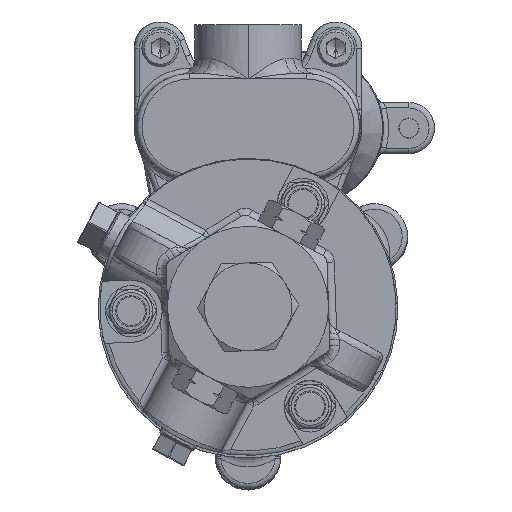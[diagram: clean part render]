
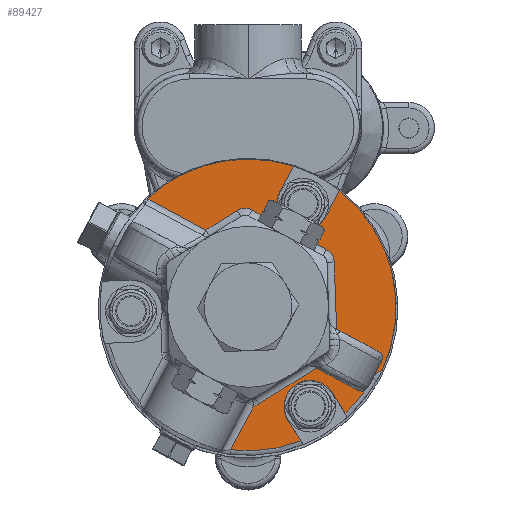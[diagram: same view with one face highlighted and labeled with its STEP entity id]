
A CAD part, top view. The second image highlights one B-rep face of the part: STEP entity #89427.
In plain terms, the highlighted planar face has unit normal (0, 0, 1).
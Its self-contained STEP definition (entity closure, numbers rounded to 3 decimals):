
#2413=CARTESIAN_POINT('',(-43.431,46.887,664.718));
#2473=DIRECTION('',(-0.469,-0.883,0.));
#2474=VECTOR('',#2473,12.499);
#2475=CARTESIAN_POINT('',(19.737,61.196,664.718));
#2476=LINE('',#2475,#2474);
#2477=CARTESIAN_POINT('',(23.849,44.854,664.718));
#2478=DIRECTION('',(0.,0.,1.));
#2479=DIRECTION('',(-0.883,0.469,0.));
#2480=AXIS2_PLACEMENT_3D('',#2477,#2478,#2479);
#2482=DIRECTION('',(0.469,0.883,0.));
#2483=VECTOR('',#2482,12.499);
#2484=CARTESIAN_POINT('',(33.829,39.547,664.718));
#2485=LINE('',#2484,#2483);
#2486=CARTESIAN_POINT('',(0.,0.,
664.718));
#2487=DIRECTION('',(0.,0.,1.));
#2488=DIRECTION('',(0.905,-0.426,0.));
#2489=AXIS2_PLACEMENT_3D('',#2486,#2487,#2488);
#2491=CARTESIAN_POINT('',(57.328,-25.983,664.718));
#2492=DIRECTION('',(0.,0.,1.));
#2493=DIRECTION('',(0.396,-0.918,0.));
#2494=AXIS2_PLACEMENT_3D('',#2491,#2492,#2493);
#2496=CARTESIAN_POINT('',(61.153,-34.845,664.718));
#2497=DIRECTION('',(0.,0.,-1.));
#2498=DIRECTION('',(-0.869,0.495,0.));
#2499=AXIS2_PLACEMENT_3D('',#2496,#2497,#2498);
#2501=CARTESIAN_POINT('',(0.,0.,
664.718));
#2502=DIRECTION('',(0.,0.,1.));
#2503=DIRECTION('',(0.675,-0.738,0.));
#2504=AXIS2_PLACEMENT_3D('',#2501,#2502,#2503);
#2506=DIRECTION('',(-0.53,0.848,0.));
#2507=VECTOR('',#2506,10.55);
#2508=CARTESIAN_POINT('',(42.096,-46.038,664.718));
#2509=LINE('',#2508,#2507);
#2510=CARTESIAN_POINT('',(26.92,-43.081,664.718));
#2511=DIRECTION('',(0.,0.,1.));
#2512=DIRECTION('',(0.848,0.53,0.));
#2513=AXIS2_PLACEMENT_3D('',#2510,#2511,#2512);
#2515=DIRECTION('',(0.53,-0.848,0.));
#2516=VECTOR('',#2515,10.55);
#2517=CARTESIAN_POINT('',(17.334,-49.071,664.718));
#2518=LINE('',#2517,#2516);
#2519=CARTESIAN_POINT('',(0.,0.,
664.718));
#2520=DIRECTION('',(0.,0.,1.));
#2521=DIRECTION('',(-0.122,-0.993,0.));
#2522=AXIS2_PLACEMENT_3D('',#2519,#2520,#2521);
#2524=DIRECTION('',(-0.469,-0.883,0.));
#2525=VECTOR('',#2524,21.576);
#2526=CARTESIAN_POINT('',(2.523,-42.867,664.718));
#2527=LINE('',#2526,#2525);
#2528=CARTESIAN_POINT('',(1.279,-36.639,664.718));
#2529=DIRECTION('',(0.,0.,1.));
#2530=DIRECTION('',(0.196,-0.981,0.));
#2531=AXIS2_PLACEMENT_3D('',#2528,#2529,#2530);
#2533=DIRECTION('',(0.848,0.53,0.));
#2534=VECTOR('',#2533,36.662);
#2535=CARTESIAN_POINT('',(4.644,-42.025,664.718));
#2536=LINE('',#2535,#2534);
#2537=CARTESIAN_POINT('',(32.37,-17.212,664.718));
#2538=DIRECTION('',(0.,0.,1.));
#2539=DIRECTION('',(0.53,-0.848,0.));
#2540=AXIS2_PLACEMENT_3D('',#2537,#2538,#2539);
#2542=DIRECTION('',(-0.035,0.999,0.));
#2543=VECTOR('',#2542,36.662);
#2544=CARTESIAN_POINT('',(38.717,-16.99,664.718));
#2545=LINE('',#2544,#2543);
#2546=CARTESIAN_POINT('',(31.091,19.428,664.718));
#2547=DIRECTION('',(0.,0.,1.));
#2548=DIRECTION('',(0.999,0.035,0.));
#2549=AXIS2_PLACEMENT_3D('',#2546,#2547,#2548);
#2551=DIRECTION('',(-0.883,0.469,0.));
#2552=VECTOR('',#2551,36.662);
#2553=CARTESIAN_POINT('',(34.072,25.034,664.718));
#2554=LINE('',#2553,#2552);
#2555=CARTESIAN_POINT('',(-1.279,36.639,664.718));
#2556=DIRECTION('',(0.,0.,1.));
#2557=DIRECTION('',(0.469,0.883,0.));
#2558=AXIS2_PLACEMENT_3D('',#2555,#2556,#2557);
#2560=DIRECTION('',(-0.848,-0.53,0.));
#2561=VECTOR('',#2560,16.068);
#2562=CARTESIAN_POINT('',(-4.644,42.025,664.718));
#2563=LINE('',#2562,#2561);
#2564=DIRECTION('',(-0.883,0.469,0.));
#2565=VECTOR('',#2564,28.495);
#2566=CARTESIAN_POINT('',(-18.271,33.51,664.718));
#2567=LINE('',#2566,#2565);
#2568=CARTESIAN_POINT('',(-43.431,46.887,664.718));
#2569=CARTESIAN_POINT('',(-43.462,46.903,664.718));
#2570=CARTESIAN_POINT('',(-43.523,46.935,664.718));
#2571=CARTESIAN_POINT('',(-43.616,46.981,664.718));
#2572=CARTESIAN_POINT('',(-43.711,47.026,664.718));
#2573=CARTESIAN_POINT('',(-43.774,47.055,664.718));
#2574=CARTESIAN_POINT('',(-43.806,47.069,664.718));
#2576=CARTESIAN_POINT('',(0.,0.,
664.718));
#2577=DIRECTION('',(0.,0.,1.));
#2578=DIRECTION('',(0.307,0.952,0.));
#2579=AXIS2_PLACEMENT_3D('',#2576,#2577,#2578);
#4003=CARTESIAN_POINT('',(-7.606,-61.917,
664.718));
#86243=CARTESIAN_POINT('',(54.201,-30.884,
664.718));
#86244=CARTESIAN_POINT('',(57.982,-27.499,
664.718));
#86245=VERTEX_POINT('',#86243);
#86246=VERTEX_POINT('',#86244);
#86251=VERTEX_POINT('',#2413);
#86257=VERTEX_POINT('',#4003);
#86258=CARTESIAN_POINT('',(-4.644,42.025,
664.718));
#86259=CARTESIAN_POINT('',(-18.271,33.51,
664.718));
#86260=VERTEX_POINT('',#86258);
#86261=VERTEX_POINT('',#86259);
#86266=CARTESIAN_POINT('',(1.702,42.246,664.718));
#86267=VERTEX_POINT('',#86266);
#86270=CARTESIAN_POINT('',(34.072,25.034,664.718));
#86271=VERTEX_POINT('',#86270);
#86274=CARTESIAN_POINT('',(37.437,19.649,664.718));
#86275=VERTEX_POINT('',#86274);
#86278=CARTESIAN_POINT('',(38.717,-16.99,
664.718));
#86279=VERTEX_POINT('',#86278);
#86282=CARTESIAN_POINT('',(35.735,-22.597,
664.718));
#86283=VERTEX_POINT('',#86282);
#86286=CARTESIAN_POINT('',(4.644,-42.025,
664.718));
#86287=VERTEX_POINT('',#86286);
#86290=CARTESIAN_POINT('',(2.523,-42.867,
664.718));
#86291=VERTEX_POINT('',#86290);
#86458=CARTESIAN_POINT('',(58.168,-27.405,
664.718));
#86459=VERTEX_POINT('',#86458);
#86460=VERTEX_POINT('',#2574);
#86479=CARTESIAN_POINT('',(19.737,61.196,664.718));
#86480=CARTESIAN_POINT('',(13.869,50.16,664.718));
#86481=VERTEX_POINT('',#86479);
#86482=VERTEX_POINT('',#86480);
#86483=CARTESIAN_POINT('',(33.829,39.547,664.718));
#86484=VERTEX_POINT('',#86483);
#86485=CARTESIAN_POINT('',(39.697,50.583,664.718));
#86486=VERTEX_POINT('',#86485);
#86559=CARTESIAN_POINT('',(42.096,-46.038,
664.718));
#86560=CARTESIAN_POINT('',(36.505,-37.091,
664.718));
#86561=VERTEX_POINT('',#86559);
#86562=VERTEX_POINT('',#86560);
#86563=CARTESIAN_POINT('',(17.334,-49.071,
664.718));
#86564=VERTEX_POINT('',#86563);
#86565=CARTESIAN_POINT('',(22.925,-58.017,
664.718));
#86566=VERTEX_POINT('',#86565);
#89377=CARTESIAN_POINT('',(0.,0.,
664.718));
#89378=DIRECTION('',(0.,0.,1.));
#89379=DIRECTION('',(-0.883,0.469,0.));
#89380=AXIS2_PLACEMENT_3D('',#89377,#89378,#89379);
#89381=PLANE('',#89380);
#89383=ORIENTED_EDGE('',*,*,#89382,.T.);
#89385=ORIENTED_EDGE('',*,*,#89384,.T.);
#89387=ORIENTED_EDGE('',*,*,#89386,.T.);
#89388=ORIENTED_EDGE('',*,*,#88697,.F.);
#89390=ORIENTED_EDGE('',*,*,#89389,.F.);
#89392=ORIENTED_EDGE('',*,*,#89391,.F.);
#89394=ORIENTED_EDGE('',*,*,#89393,.F.);
#89396=ORIENTED_EDGE('',*,*,#89395,.T.);
#89398=ORIENTED_EDGE('',*,*,#89397,.T.);
#89400=ORIENTED_EDGE('',*,*,#89399,.T.);
#89402=ORIENTED_EDGE('',*,*,#89401,.F.);
#89404=ORIENTED_EDGE('',*,*,#89403,.F.);
#89406=ORIENTED_EDGE('',*,*,#89405,.T.);
#89408=ORIENTED_EDGE('',*,*,#89407,.T.);
#89410=ORIENTED_EDGE('',*,*,#89409,.T.);
#89412=ORIENTED_EDGE('',*,*,#89411,.T.);
#89414=ORIENTED_EDGE('',*,*,#89413,.T.);
#89416=ORIENTED_EDGE('',*,*,#89415,.T.);
#89418=ORIENTED_EDGE('',*,*,#89417,.T.);
#89420=ORIENTED_EDGE('',*,*,#89419,.T.);
#89422=ORIENTED_EDGE('',*,*,#89421,.T.);
#89423=ORIENTED_EDGE('',*,*,#89367,.T.);
#89424=ORIENTED_EDGE('',*,*,#88502,.F.);
#89425=EDGE_LOOP('',(#89383,#89385,#89387,#89388,#89390,#89392,#89394,#89396,
#89398,#89400,#89402,#89404,#89406,#89408,#89410,#89412,#89414,#89416,#89418,
#89420,#89422,#89423,#89424));
#89426=FACE_OUTER_BOUND('',#89425,.F.);
#89427=ADVANCED_FACE('',(#89426),#89381,.T.);
#2481=CIRCLE('',#2480,11.303);
#2490=CIRCLE('',#2489,64.3);
#2495=CIRCLE('',#2494,1.651);
#2500=CIRCLE('',#2499,8.001);
#2505=CIRCLE('',#2504,62.382);
#2514=CIRCLE('',#2513,11.303);
#2523=CIRCLE('',#2522,62.382);
#2532=CIRCLE('',#2531,6.35);
#2541=CIRCLE('',#2540,6.35);
#2550=CIRCLE('',#2549,6.35);
#2559=CIRCLE('',#2558,6.35);
#2575=B_SPLINE_CURVE_WITH_KNOTS('',3,(#2568,#2569,#2570,#2571,#2572,#2573,
#2574),.UNSPECIFIED.,.F.,.F.,(4,1,1,1,4),(0.,0.25,0.5,0.75,1.),
.UNSPECIFIED.);
#2580=CIRCLE('',#2579,64.3);
#88502=EDGE_CURVE('',#86481,#86460,#2580,.T.);
#88697=EDGE_CURVE('',#86459,#86486,#2490,.T.);
#89367=EDGE_CURVE('',#86251,#86460,#2575,.T.);
#89382=EDGE_CURVE('',#86481,#86482,#2476,.T.);
#89384=EDGE_CURVE('',#86482,#86484,#2481,.T.);
#89386=EDGE_CURVE('',#86484,#86486,#2485,.T.);
#89389=EDGE_CURVE('',#86246,#86459,#2495,.T.);
#89391=EDGE_CURVE('',#86245,#86246,#2500,.T.);
#89393=EDGE_CURVE('',#86561,#86245,#2505,.T.);
#89395=EDGE_CURVE('',#86561,#86562,#2509,.T.);
#89397=EDGE_CURVE('',#86562,#86564,#2514,.T.);
#89399=EDGE_CURVE('',#86564,#86566,#2518,.T.);
#89401=EDGE_CURVE('',#86257,#86566,#2523,.T.);
#89403=EDGE_CURVE('',#86291,#86257,#2527,.T.);
#89405=EDGE_CURVE('',#86291,#86287,#2532,.T.);
#89407=EDGE_CURVE('',#86287,#86283,#2536,.T.);
#89409=EDGE_CURVE('',#86283,#86279,#2541,.T.);
#89411=EDGE_CURVE('',#86279,#86275,#2545,.T.);
#89413=EDGE_CURVE('',#86275,#86271,#2550,.T.);
#89415=EDGE_CURVE('',#86271,#86267,#2554,.T.);
#89417=EDGE_CURVE('',#86267,#86260,#2559,.T.);
#89419=EDGE_CURVE('',#86260,#86261,#2563,.T.);
#89421=EDGE_CURVE('',#86261,#86251,#2567,.T.);
